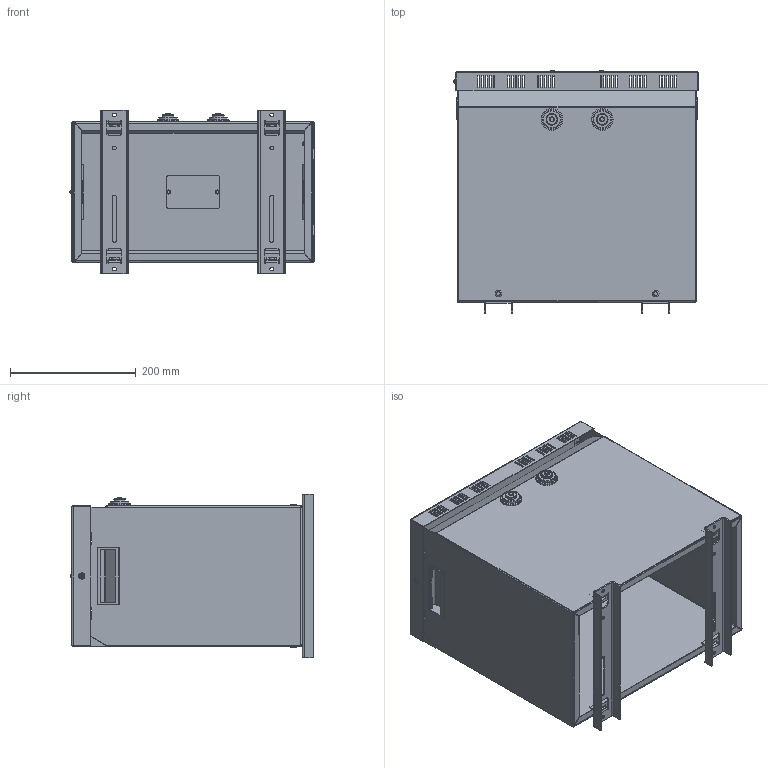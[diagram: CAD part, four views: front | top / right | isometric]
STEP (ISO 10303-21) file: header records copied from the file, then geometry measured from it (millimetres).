
FILE_DESCRIPTION(/* description */ (''),/* implementation_level */ '2;1');
FILE_NAME(/* name */ 'CAJ12C23.stp',/* time_stamp */ '2023-12-18T12:18:24+01:00',/* author */ ('ops'),/* organization */ (''),/* preprocessor_version */ 'ST-DEVELOPER v16.13',/* originating_system */ 'Autodesk Inventor 2018',/* authorisation */ '');
FILE_SCHEMA (('AUTOMOTIVE_DESIGN { 1 0 10303 214 3 1 1 }'));
Length unit declared in the file: millimetre
Products named in the file (1): CAJ12C23
Bounding box: 388.34 x 385.8 x 260 mm (x, y, z)
Volume: 666720 mm3; surface area: 1238594 mm2
Topology: 17 solids, 17 shells, 945 faces, 2410 edges, 1531 vertices
Faces by surface type: plane 713, cylinder 177, torus 23, cone 17, bspline 14, sphere 1
Full cylindrical faces by diameter (mm): 2.693 x1, 3 x1, 3.2 x2, 3.5 x3, 4 x8, 4.1 x4, 5 x8, 6 x13, 8 x2, 10 x1, 16.5 x2, 18.5 x2, 27 x2, 27.5 x2, 29 x4, 29.5 x2, 32.5 x2, 34.5 x2
Entity records: 29180 total; most frequent: CARTESIAN_POINT 5728, ORIENTED_EDGE 4640, DIRECTION 4557, EDGE_CURVE 2320, LINE 1847, VECTOR 1847, VERTEX_POINT 1530, AXIS2_PLACEMENT_3D 1355
